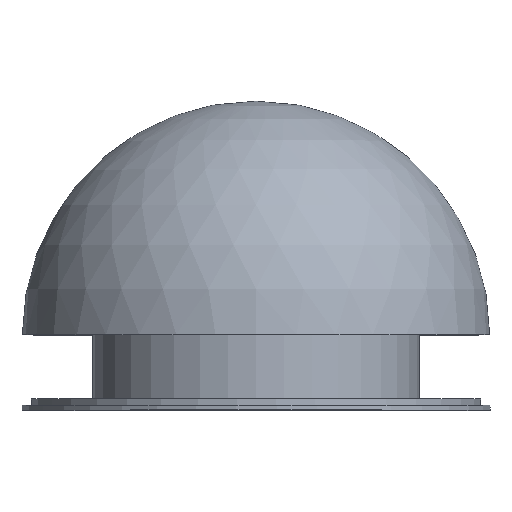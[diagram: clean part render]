
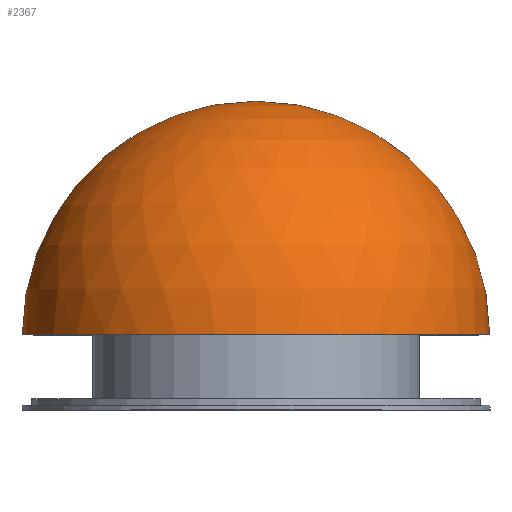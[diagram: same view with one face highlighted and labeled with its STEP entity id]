
A CAD part, top view. The second image highlights one B-rep face of the part: STEP entity #2367.
In plain terms, the highlighted spherical face has radius 228.6 mm.
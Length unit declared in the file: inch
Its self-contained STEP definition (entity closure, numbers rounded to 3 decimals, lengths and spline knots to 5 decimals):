
#221 = SPHERICAL_SURFACE ( 'NONE', #2801, 9. ) ;
#279 = CARTESIAN_POINT ( 'NONE',  ( 0., 0., 0. ) ) ;
#373 = DIRECTION ( 'NONE',  ( -1., 0., 0. ) ) ;
#644 = AXIS2_PLACEMENT_3D ( 'NONE', #4234, #4174, #373 ) ;
#678 = DIRECTION ( 'NONE',  ( 0., 1., 0. ) ) ;
#1043 = DIRECTION ( 'NONE',  ( -1., 0., 0. ) ) ;
#1133 = DIRECTION ( 'NONE',  ( 0., -1., 0. ) ) ;
#1213 = VERTEX_POINT ( 'NONE', #4693 ) ;
#1454 = VERTEX_POINT ( 'NONE', #4121 ) ;
#1572 = ORIENTED_EDGE ( 'NONE', *, *, #3242, .F. ) ;
#1836 = ORIENTED_EDGE ( 'NONE', *, *, #5468, .T. ) ;
#2367 = ADVANCED_FACE ( 'NONE', ( #3270 ), #221, .T. ) ;
#2593 = CIRCLE ( 'NONE', #4763, 9. ) ;
#2801 = AXIS2_PLACEMENT_3D ( 'NONE', #279, #1133, #5484 ) ;
#3242 = EDGE_CURVE ( 'NONE', #1213, #1454, #5518, .T. ) ;
#3270 = FACE_OUTER_BOUND ( 'NONE', #5536, .T. ) ;
#4121 = CARTESIAN_POINT ( 'NONE',  ( 9., 0., 0. ) ) ;
#4174 = DIRECTION ( 'NONE',  ( 0., 0., -1. ) ) ;
#4234 = CARTESIAN_POINT ( 'NONE',  ( 0., 0., 0. ) ) ;
#4693 = CARTESIAN_POINT ( 'NONE',  ( -9., 0., 0. ) ) ;
#4763 = AXIS2_PLACEMENT_3D ( 'NONE', #5427, #678, #1043 ) ;
#5427 = CARTESIAN_POINT ( 'NONE',  ( 0., 0., 0. ) ) ;
#5468 = EDGE_CURVE ( 'NONE', #1213, #1454, #2593, .T. ) ;
#5484 = DIRECTION ( 'NONE',  ( 1., 0., 0. ) ) ;
#5518 = CIRCLE ( 'NONE', #644, 9. ) ;
#5536 = EDGE_LOOP ( 'NONE', ( #1572, #1836 ) ) ;
